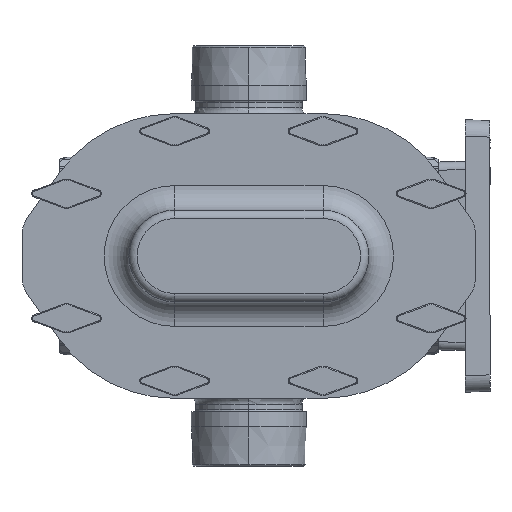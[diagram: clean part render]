
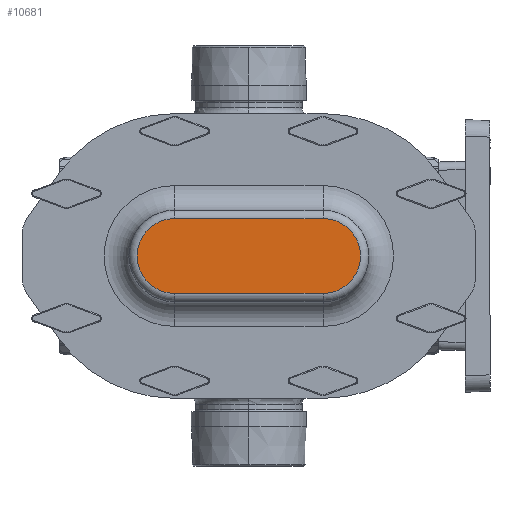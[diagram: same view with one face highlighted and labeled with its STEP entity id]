
A CAD part, left-side view. The second image highlights one B-rep face of the part: STEP entity #10681.
In plain terms, the highlighted planar face has unit normal (-1, 0, 0).
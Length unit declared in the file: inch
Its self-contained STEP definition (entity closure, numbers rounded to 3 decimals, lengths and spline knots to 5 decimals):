
#3006 = CARTESIAN_POINT ( 'NONE',  ( -2.21, -2.25, -1.135 ) ) ;
#3649 = CARTESIAN_POINT ( 'NONE',  ( -2.21, 2.25, 1.135 ) ) ;
#4362 = VERTEX_POINT ( 'NONE', #22162 ) ;
#4414 = ORIENTED_EDGE ( 'NONE', *, *, #21805, .T. ) ;
#6639 = CARTESIAN_POINT ( 'NONE',  ( -2.21, 2.25, -1.135 ) ) ;
#6864 = LINE ( 'NONE', #3649, #33457 ) ;
#9749 = CIRCLE ( 'NONE', #16860, 1.135 ) ;
#10681 = ADVANCED_FACE ( 'NONE', ( #29174 ), #36290, .T. ) ;
#11767 = VERTEX_POINT ( 'NONE', #39170 ) ;
#13488 = ORIENTED_EDGE ( 'NONE', *, *, #15976, .T. ) ;
#13681 = DIRECTION ( 'NONE',  ( 0., 0., 1. ) ) ;
#14379 = EDGE_CURVE ( 'NONE', #4362, #11767, #9749, .T. ) ;
#15976 = EDGE_CURVE ( 'NONE', #11767, #32934, #6864, .T. ) ;
#16860 = AXIS2_PLACEMENT_3D ( 'NONE', #25515, #37560, #37758 ) ;
#20087 = DIRECTION ( 'NONE',  ( -1., 0., 0. ) ) ;
#21451 = VECTOR ( 'NONE', #30418, 39.37008 ) ;
#21805 = EDGE_CURVE ( 'NONE', #31784, #4362, #24580, .T. ) ;
#22162 = CARTESIAN_POINT ( 'NONE',  ( -2.21, -2.25, -1.135 ) ) ;
#22600 = DIRECTION ( 'NONE',  ( 0., 1., 0. ) ) ;
#23132 = DIRECTION ( 'NONE',  ( 0., 0., 1. ) ) ;
#23157 = DIRECTION ( 'NONE',  ( -1., 0., 0. ) ) ;
#24070 = EDGE_CURVE ( 'NONE', #32934, #31784, #36310, .T. ) ;
#24580 = LINE ( 'NONE', #3006, #21451 ) ;
#25515 = CARTESIAN_POINT ( 'NONE',  ( -2.21, -2.25, 0. ) ) ;
#26598 = CARTESIAN_POINT ( 'NONE',  ( -2.21, 2.25, 1.135 ) ) ;
#27213 = ORIENTED_EDGE ( 'NONE', *, *, #24070, .T. ) ;
#29174 = FACE_OUTER_BOUND ( 'NONE', #33455, .T. ) ;
#30298 = CARTESIAN_POINT ( 'NONE',  ( -2.21, 2.25, 0. ) ) ;
#30418 = DIRECTION ( 'NONE',  ( 0., -1., 0. ) ) ;
#30757 = AXIS2_PLACEMENT_3D ( 'NONE', #30298, #20087, #23132 ) ;
#31784 = VERTEX_POINT ( 'NONE', #6639 ) ;
#32934 = VERTEX_POINT ( 'NONE', #26598 ) ;
#33455 = EDGE_LOOP ( 'NONE', ( #13488, #27213, #4414, #37438 ) ) ;
#33457 = VECTOR ( 'NONE', #22600, 39.37008 ) ;
#35700 = AXIS2_PLACEMENT_3D ( 'NONE', #38021, #23157, #13681 ) ;
#36290 = PLANE ( 'NONE',  #30757 ) ;
#36310 = CIRCLE ( 'NONE', #35700, 1.135 ) ;
#37438 = ORIENTED_EDGE ( 'NONE', *, *, #14379, .T. ) ;
#37560 = DIRECTION ( 'NONE',  ( -1., 0., 0. ) ) ;
#37758 = DIRECTION ( 'NONE',  ( 0., 0., 1. ) ) ;
#38021 = CARTESIAN_POINT ( 'NONE',  ( -2.21, 2.25, 0. ) ) ;
#39170 = CARTESIAN_POINT ( 'NONE',  ( -2.21, -2.25, 1.135 ) ) ;
